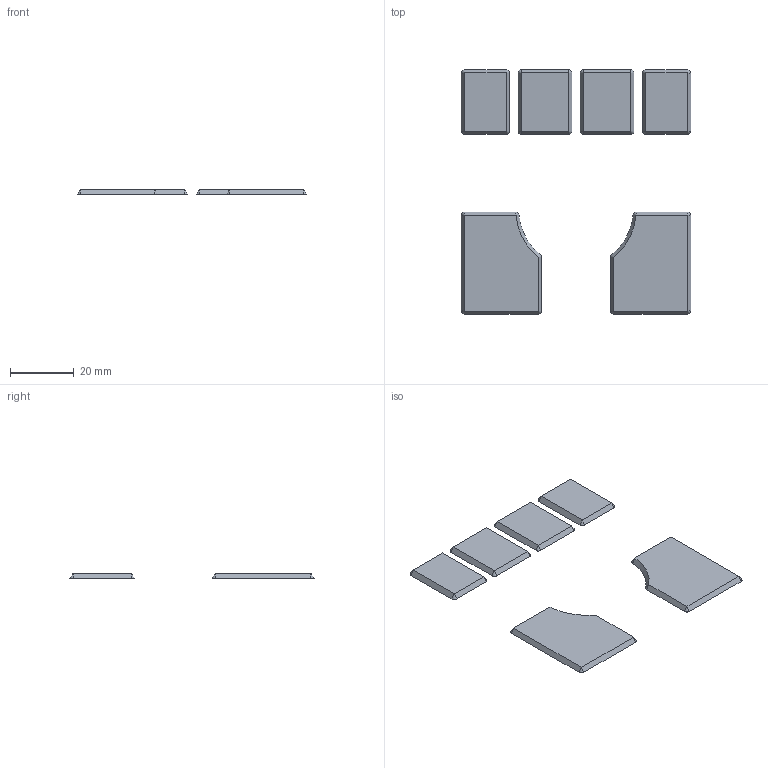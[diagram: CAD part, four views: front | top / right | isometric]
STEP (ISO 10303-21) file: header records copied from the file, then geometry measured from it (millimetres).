
FILE_DESCRIPTION(/* description */ ('STEP AP242','CAx-IF Rec.Pracs.---Representation and Presentation of Product Manufacturing Information (PMI)---4.0---2014-10-13','CAx-IF Rec.Pracs.---3D Tessellated Geometry---0.4---2014-09-14','2;1'),/* implementation_level */ '2;1');
FILE_NAME(/* name */ '67fc3fb3334241629f87e91f',/* time_stamp */ '2025-04-13T22:50:28Z',/* author */ (''),/* organization */ (''),/* preprocessor_version */ 'ST-DEVELOPER v20',/* originating_system */ 'ONSHAPE BY PTC INC, 1.196',/* authorisation */ ' ');
FILE_SCHEMA (('AP242_MANAGED_MODEL_BASED_3D_ENGINEERING_MIM_LF { 1 0 10303 442 1 1 4 }'));
Length unit declared in the file: metre
Products named in the file (6): Part 4; Part 7; Part 8; Part 9; Part 10; Part 5
Bounding box: 71.8 x 76.58 x 1.5 mm (x, y, z)
Volume: 3783.9 mm3; surface area: 5901.6 mm2
Topology: 6 solids, 6 shells, 64 faces, 156 edges, 104 vertices
Faces by surface type: bspline 64
Entity records: 2127 total; most frequent: CARTESIAN_POINT 634, ORIENTED_EDGE 312, DIRECTION 224, EDGE_CURVE 156, VERTEX_POINT 104, LINE 100, VECTOR 100, EDGE_LOOP 64
